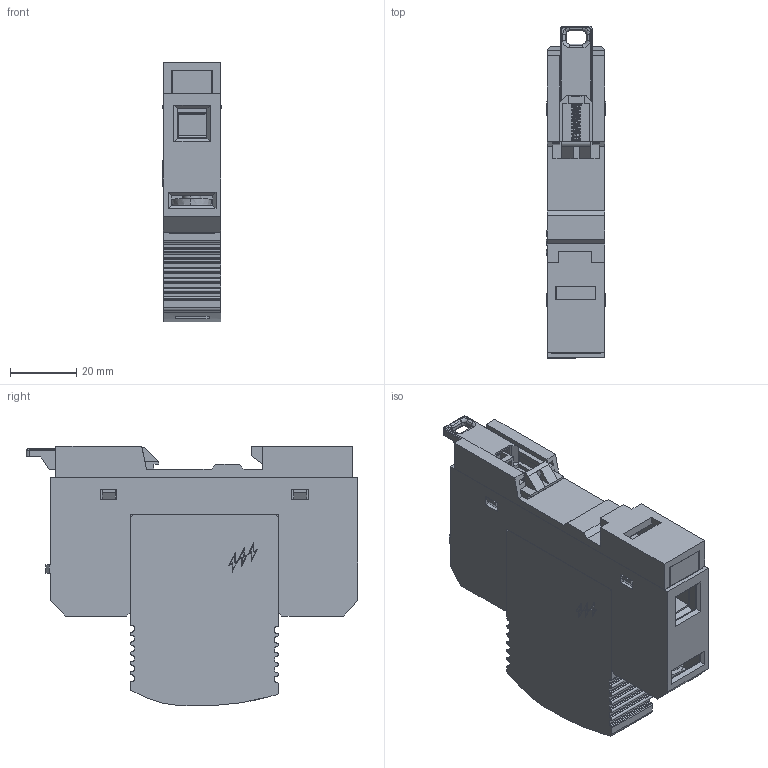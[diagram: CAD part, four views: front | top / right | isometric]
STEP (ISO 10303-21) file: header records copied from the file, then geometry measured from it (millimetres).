
FILE_DESCRIPTION (( 'STEP AP214' ), '1' );
FILE_NAME ('ﾃﾑﾃ.STEP', '2021-04-13T09:09:06', ( '' ), ( '' ), 'SwSTEP 2.0', 'SolidWorks 2018', '' );
FILE_SCHEMA (( 'AUTOMOTIVE_DESIGN' ));
Length unit declared in the file: millimetre
Products named in the file (21): 7658 -çàãëóøêà Ñ; ﾃﾑﾃ; Çàæèì - ïðèæèì; 0275 - êîíòàêò Ì; ÃÑÃ2-230_20 - ìîäóëü ñ ðàçðÿäíèêîì; 7782_z - âñòàâêà çåë¸íàÿ; 7654 - êîíòàêò ôèêñ.; Êîïèÿ äîêóìåíò^ÃÑÁ-Â1_‘¡®à®ç­ë© ç¥àâñ¦; 7793_ß - îñíîâàíèå 1; 7786 - êëþ÷ Ì; ﾃﾑﾁ-ﾂ1; 7787 - çàìîê; Çàæèì - êóáèê ñ ðåçüáîé; Âèíò Ì6õ16; 7077 - çàæèì; 7655 - êîíòàêò; 7794_ß - êðûøêà 1; 7785 -êëþ÷ Ï; 0629 - ïðóæèíà çàìêà; 7783_z - êðûøêà çåë¸íàÿ; 7659 - ýêðàí
Assembly tree (21 placements, depth 4):
  ﾃﾑﾃ
    ﾃﾑﾁ-ﾂ1
      0629 - ïðóæèíà çàìêà
      7077 - çàæèì  x2
        Çàæèì - êóáèê ñ ðåçüáîé
        Çàæèì - ïðèæèì
        Âèíò Ì6õ16
      7793_ß - îñíîâàíèå 1
      7787 - çàìîê
      7794_ß - êðûøêà 1
      7786 - êëþ÷ Ì
      0275 - êîíòàêò Ì  x2
      7658 -çàãëóøêà Ñ
    ÃÑÃ2-230_20 - ìîäóëü ñ ðàçðÿäíèêîì
      7782_z - âñòàâêà çåë¸íàÿ
      7654 - êîíòàêò ôèêñ.
      7655 - êîíòàêò
      7783_z - êðûøêà çåë¸íàÿ
      7785 -êëþ÷ Ï
      7659 - ýêðàí
  Êîïèÿ äîêóìåíò^ÃÑÁ-Â1_‘¡®à®ç­ë© ç¥àâñ¦
Bounding box: 17.95 x 100.5 x 78.71 mm (x, y, z)
Volume: 48201.7 mm3; surface area: 72489.3 mm2
Topology: 20 solids, 21 shells, 1937 faces, 5309 edges, 3414 vertices
Faces by surface type: plane 1395, cylinder 430, cone 48, bspline 29, torus 23, sphere 12
Entity records: 56270 total; most frequent: CARTESIAN_POINT 14874, ORIENTED_EDGE 8710, DIRECTION 8171, EDGE_CURVE 4355, LINE 3385, VECTOR 3385, VERTEX_POINT 2816, AXIS2_PLACEMENT_3D 2393
